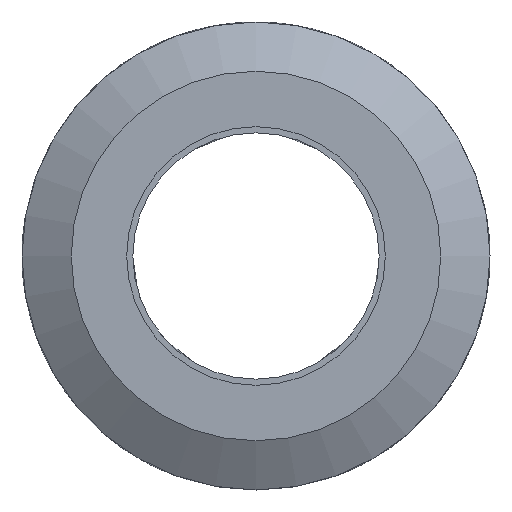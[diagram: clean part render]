
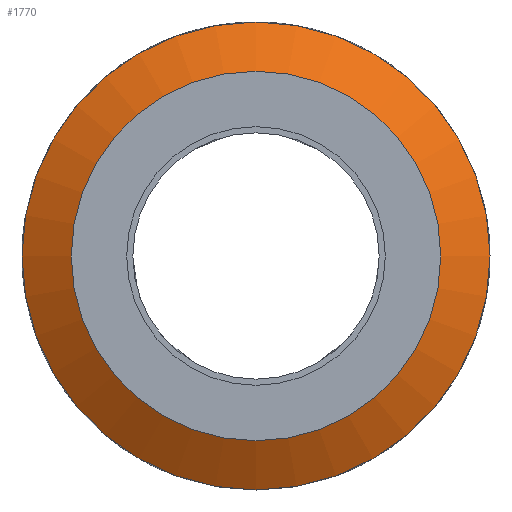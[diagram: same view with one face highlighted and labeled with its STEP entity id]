
A CAD part, left-side view. The second image highlights one B-rep face of the part: STEP entity #1770.
In plain terms, the highlighted conical face has half-angle 60 degrees and reference radius 17 mm.
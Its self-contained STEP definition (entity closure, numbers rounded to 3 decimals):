
#1395=CARTESIAN_POINT('',(3.309,19.,0.0));
#1396=VERTEX_POINT('',#1395);
#1397=CARTESIAN_POINT('',(3.309,0.0,0.0));
#1398=DIRECTION('',(1.0,0.0,0.0));
#1399=DIRECTION('',(0.0,1.0,0.0));
#1400=AXIS2_PLACEMENT_3D('',#1397,#1398,#1399);
#1401=CIRCLE('',#1400,19.);
#1402=EDGE_CURVE('',#1396,#1396,#1401,.T.);
#1744=CARTESIAN_POINT('',(1.,15.,0.0));
#1745=VERTEX_POINT('',#1744);
#1746=CARTESIAN_POINT('',(1.,0.0,0.0));
#1747=DIRECTION('',(1.0,0.0,0.0));
#1748=DIRECTION('',(0.0,1.0,0.0));
#1749=AXIS2_PLACEMENT_3D('',#1746,#1747,#1748);
#1750=CIRCLE('',#1749,15.);
#1751=EDGE_CURVE('',#1745,#1745,#1750,.T.);
#1759=CARTESIAN_POINT('',(2.155,0.0,0.0));
#1760=DIRECTION('',(1.0,0.0,0.0));
#1761=DIRECTION('',(0.0,1.0,0.0));
#1762=AXIS2_PLACEMENT_3D('',#1759,#1760,#1761);
#1763=CONICAL_SURFACE('',#1762,17.,60.);
#1764=ORIENTED_EDGE('',*,*,#1402,.F.);
#1765=EDGE_LOOP('',(#1764));
#1766=FACE_OUTER_BOUND('',#1765,.T.);
#1767=ORIENTED_EDGE('',*,*,#1751,.T.);
#1768=EDGE_LOOP('',(#1767));
#1769=FACE_BOUND('',#1768,.T.);
#1770=ADVANCED_FACE('',(#1766,#1769),#1763,.T.);
